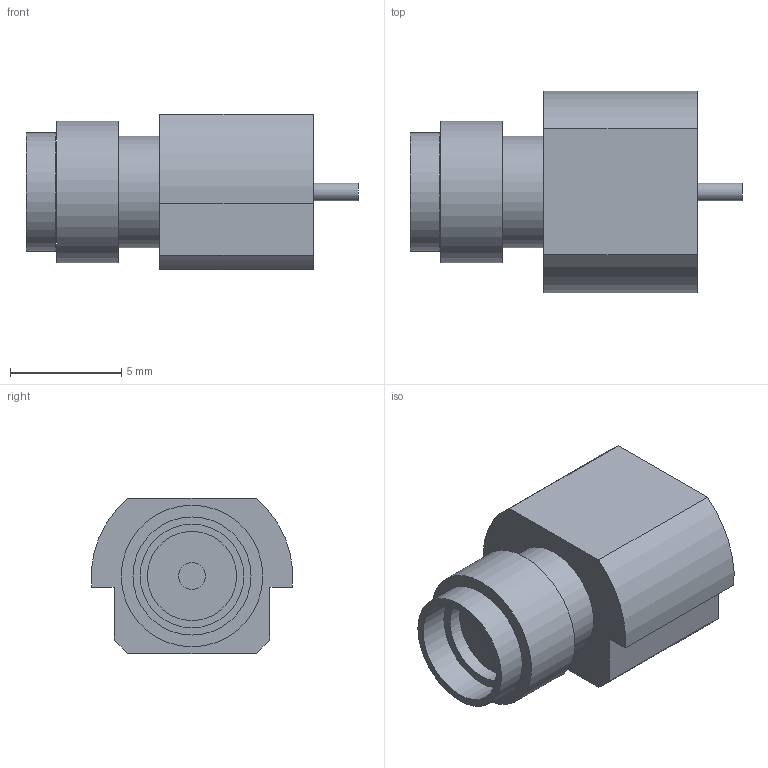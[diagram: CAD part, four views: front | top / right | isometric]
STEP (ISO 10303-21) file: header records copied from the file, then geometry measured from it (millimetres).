
FILE_DESCRIPTION(('FreeCAD Model'),'2;1');
FILE_NAME('Open CASCADE Shape Model','2023-11-13T18:52:41',(''),(''), 'Open CASCADE STEP processor 7.6','FreeCAD','Unknown');
FILE_SCHEMA(('AUTOMOTIVE_DESIGN { 1 0 10303 214 1 1 1 1 }'));
Length unit declared in the file: millimetre
Products named in the file (4): Unnamed; conn_sub; conn_inner_cond; conn_outer_cond
Assembly tree (3 placements, depth 2):
  Unnamed
    conn_sub
    conn_inner_cond
    conn_outer_cond
Bounding box: 14.9 x 9.03 x 7 mm (x, y, z)
Volume: 499.2 mm3; surface area: 771.3 mm2
Topology: 4 solids, 4 shells, 49 faces, 89 edges, 57 vertices
Faces by surface type: plane 23, cylinder 23, cone 3
Full cylindrical faces by diameter (mm): 0.79 x1, 0.85 x1, 1.2 x2, 1.5 x1, 2.5 x3, 4 x5, 4.65 x1, 5 x1, 5.3 x1, 6.35 x1
Entity records: 2483 total; most frequent: DIRECTION 415, CARTESIAN_POINT 390, LINE 185, VECTOR 185, ORIENTED_EDGE 178, PCURVE 178, DEFINITIONAL_REPRESENTATION 178, AXIS2_PLACEMENT_3D 98
